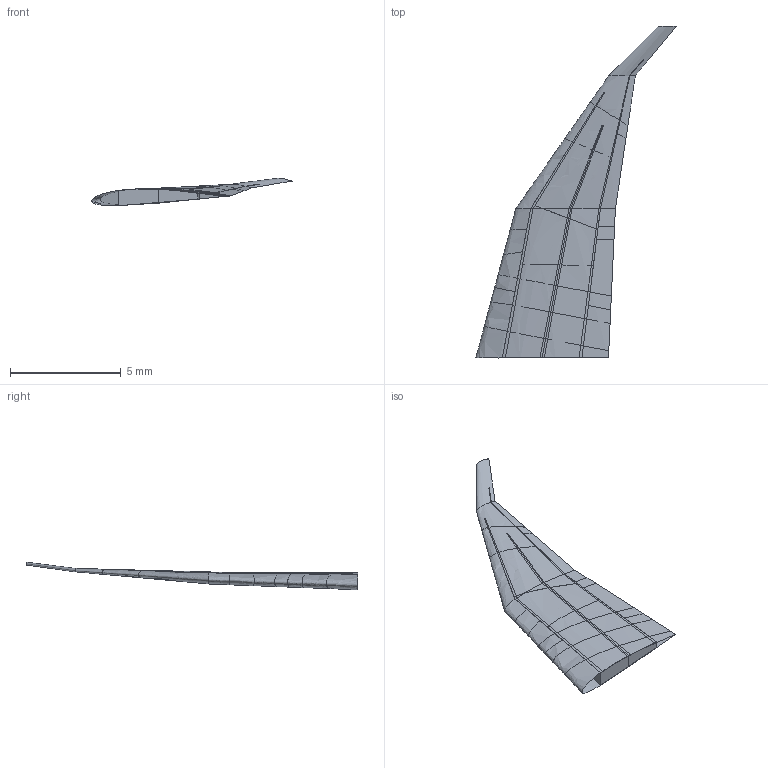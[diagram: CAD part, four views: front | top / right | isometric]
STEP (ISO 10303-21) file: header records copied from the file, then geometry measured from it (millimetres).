
FILE_DESCRIPTION(('Open CASCADE Model'),'2;1');
FILE_NAME('Open CASCADE Shape Model','2019-04-09T18:36:56',('Author'),( 'Open CASCADE'),'ParaPy 1.3.0 - Open CASCADE STEP processor 7.1', 'ParaPy 1.3.0 - Open CASCADE 7.1','Unknown');
FILE_SCHEMA(('AUTOMOTIVE_DESIGN { 1 0 10303 214 1 1 1 1 }'));
Length unit declared in the file: millimetre
Products named in the file (33): fuel_tanks; leading_edge_riblets; fuel; SHELL; trailing_edge_riblets; spars; wing_box_ribs
Bounding box: 9.06 x 15 x 1.25 mm (x, y, z)
Surface area: 256.5 mm2 (no closed solid volume)
Topology: 0 solids, 38 shells, 89 faces, 284 edges, 208 vertices
Faces by surface type: bspline 89
Entity records: 41102 total; most frequent: CARTESIAN_POINT 37115, B_SPLINE_CURVE_WITH_KNOTS 415, ORIENTED_EDGE 358, PCURVE 350, DEFINITIONAL_REPRESENTATION 350, EDGE_CURVE 268, SURFACE_CURVE 265, VERTEX_POINT 208
